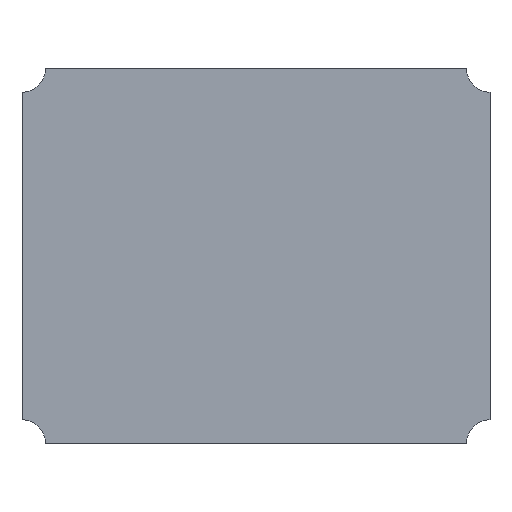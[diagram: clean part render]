
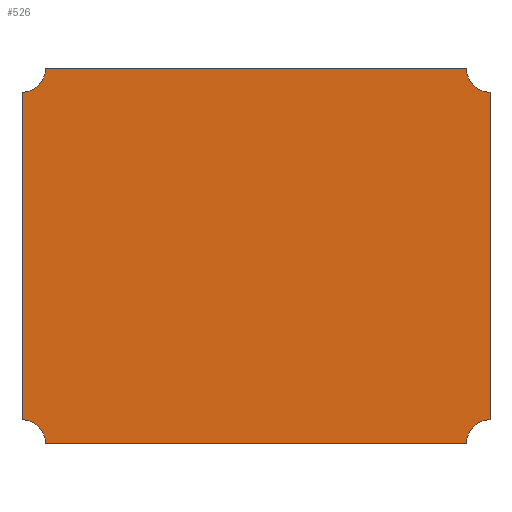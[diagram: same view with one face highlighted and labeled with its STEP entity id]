
A CAD part, front view. The second image highlights one B-rep face of the part: STEP entity #526.
In plain terms, the highlighted planar face has unit normal (0, -1, 0).
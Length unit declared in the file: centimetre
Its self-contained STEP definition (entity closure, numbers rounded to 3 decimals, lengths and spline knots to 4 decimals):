
#15 = AXIS2_PLACEMENT_3D ( 'NONE', #50, #872, #1389 ) ;
#44 = VECTOR ( 'NONE', #1171, 100. ) ;
#48 = ORIENTED_EDGE ( 'NONE', *, *, #1362, .F. ) ;
#50 = CARTESIAN_POINT ( 'NONE',  ( 0.1, 0.02, 0.08 ) ) ;
#60 = CARTESIAN_POINT ( 'NONE',  ( 0.09, 0.02, -0.08 ) ) ;
#189 = EDGE_CURVE ( 'NONE', #300, #599, #238, .T. ) ;
#192 = LINE ( 'NONE', #1582, #875 ) ;
#207 = DIRECTION ( 'NONE',  ( 0., 0., 1. ) ) ;
#217 = EDGE_LOOP ( 'NONE', ( #1699, #1208, #682, #522, #1536, #48, #741, #409 ) ) ;
#230 = CARTESIAN_POINT ( 'NONE',  ( -0.1, 0.02, 0.07 ) ) ;
#238 = LINE ( 'NONE', #895, #1321 ) ;
#241 = CIRCLE ( 'NONE', #15, 0.01 ) ;
#293 = CARTESIAN_POINT ( 'NONE',  ( -0.09, 0.02, -0.08 ) ) ;
#300 = VERTEX_POINT ( 'NONE', #1211 ) ;
#383 = CIRCLE ( 'NONE', #936, 0.01 ) ;
#409 = ORIENTED_EDGE ( 'NONE', *, *, #479, .F. ) ;
#447 = CARTESIAN_POINT ( 'NONE',  ( 0.2, 0.02, -0.08 ) ) ;
#479 = EDGE_CURVE ( 'NONE', #1189, #599, #383, .T. ) ;
#506 = CARTESIAN_POINT ( 'NONE',  ( 0.2, 0.02, -0.08 ) ) ;
#522 = ORIENTED_EDGE ( 'NONE', *, *, #1426, .F. ) ;
#526 = ADVANCED_FACE ( 'NONE', ( #1541 ), #856, .F. ) ;
#558 = DIRECTION ( 'NONE',  ( 0., -1., 0. ) ) ;
#572 = CARTESIAN_POINT ( 'NONE',  ( -0.09, 0.02, 0.08 ) ) ;
#589 = VECTOR ( 'NONE', #1325, 100. ) ;
#599 = VERTEX_POINT ( 'NONE', #572 ) ;
#622 = DIRECTION ( 'NONE',  ( 0., 0., 1. ) ) ;
#626 = DIRECTION ( 'NONE',  ( 0., -1., 0. ) ) ;
#628 = CARTESIAN_POINT ( 'NONE',  ( 0.1, 0.02, -0.08 ) ) ;
#674 = EDGE_CURVE ( 'NONE', #983, #1042, #810, .T. ) ;
#682 = ORIENTED_EDGE ( 'NONE', *, *, #731, .F. ) ;
#719 = AXIS2_PLACEMENT_3D ( 'NONE', #1277, #626, #207 ) ;
#731 = EDGE_CURVE ( 'NONE', #1358, #983, #955, .T. ) ;
#741 = ORIENTED_EDGE ( 'NONE', *, *, #189, .T. ) ;
#765 = EDGE_CURVE ( 'NONE', #1391, #1123, #192, .T. ) ;
#801 = EDGE_CURVE ( 'NONE', #1189, #1042, #909, .T. ) ;
#810 = CIRCLE ( 'NONE', #719, 0.01 ) ;
#851 = DIRECTION ( 'NONE',  ( 0., 0., 1. ) ) ;
#856 = PLANE ( 'NONE',  #1563 ) ;
#872 = DIRECTION ( 'NONE',  ( 0., -1., 0. ) ) ;
#875 = VECTOR ( 'NONE', #1707, 100. ) ;
#895 = CARTESIAN_POINT ( 'NONE',  ( 0.09, 0.02, 0.08 ) ) ;
#909 = LINE ( 'NONE', #1180, #44 ) ;
#936 = AXIS2_PLACEMENT_3D ( 'NONE', #974, #558, #1651 ) ;
#955 = LINE ( 'NONE', #506, #589 ) ;
#974 = CARTESIAN_POINT ( 'NONE',  ( -0.1, 0.02, 0.08 ) ) ;
#983 = VERTEX_POINT ( 'NONE', #293 ) ;
#1027 = CIRCLE ( 'NONE', #1567, 0.01 ) ;
#1042 = VERTEX_POINT ( 'NONE', #1512 ) ;
#1123 = VERTEX_POINT ( 'NONE', #1671 ) ;
#1168 = DIRECTION ( 'NONE',  ( -1., 0., 0. ) ) ;
#1171 = DIRECTION ( 'NONE',  ( 0., 0., -1. ) ) ;
#1180 = CARTESIAN_POINT ( 'NONE',  ( -0.1, 0.02, -0.08 ) ) ;
#1189 = VERTEX_POINT ( 'NONE', #230 ) ;
#1208 = ORIENTED_EDGE ( 'NONE', *, *, #674, .F. ) ;
#1211 = CARTESIAN_POINT ( 'NONE',  ( 0.09, 0.02, 0.08 ) ) ;
#1270 = CARTESIAN_POINT ( 'NONE',  ( 0.1, 0.02, -0.07 ) ) ;
#1277 = CARTESIAN_POINT ( 'NONE',  ( -0.1, 0.02, -0.08 ) ) ;
#1321 = VECTOR ( 'NONE', #1168, 100. ) ;
#1325 = DIRECTION ( 'NONE',  ( -1., 0., 0. ) ) ;
#1358 = VERTEX_POINT ( 'NONE', #60 ) ;
#1362 = EDGE_CURVE ( 'NONE', #300, #1123, #241, .T. ) ;
#1389 = DIRECTION ( 'NONE',  ( 0., 0., 1. ) ) ;
#1391 = VERTEX_POINT ( 'NONE', #1270 ) ;
#1409 = DIRECTION ( 'NONE',  ( 0., 1., 0. ) ) ;
#1426 = EDGE_CURVE ( 'NONE', #1391, #1358, #1027, .T. ) ;
#1512 = CARTESIAN_POINT ( 'NONE',  ( -0.1, 0.02, -0.07 ) ) ;
#1536 = ORIENTED_EDGE ( 'NONE', *, *, #765, .T. ) ;
#1541 = FACE_OUTER_BOUND ( 'NONE', #217, .T. ) ;
#1563 = AXIS2_PLACEMENT_3D ( 'NONE', #447, #1409, #851 ) ;
#1567 = AXIS2_PLACEMENT_3D ( 'NONE', #628, #1578, #622 ) ;
#1578 = DIRECTION ( 'NONE',  ( 0., -1., 0. ) ) ;
#1582 = CARTESIAN_POINT ( 'NONE',  ( 0.1, 0.02, -0.07 ) ) ;
#1651 = DIRECTION ( 'NONE',  ( 0., 0., 1. ) ) ;
#1671 = CARTESIAN_POINT ( 'NONE',  ( 0.1, 0.02, 0.07 ) ) ;
#1699 = ORIENTED_EDGE ( 'NONE', *, *, #801, .T. ) ;
#1707 = DIRECTION ( 'NONE',  ( 0., 0., 1. ) ) ;
